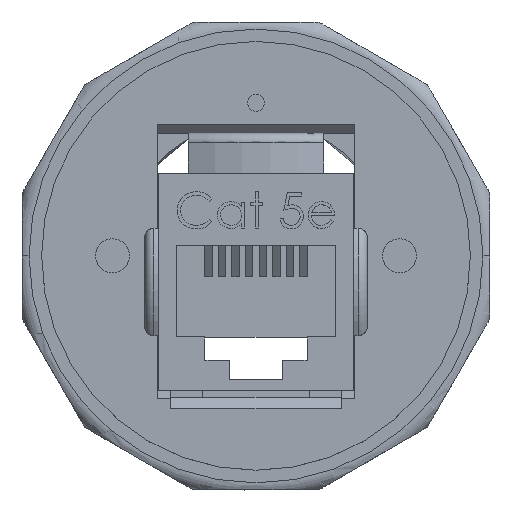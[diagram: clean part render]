
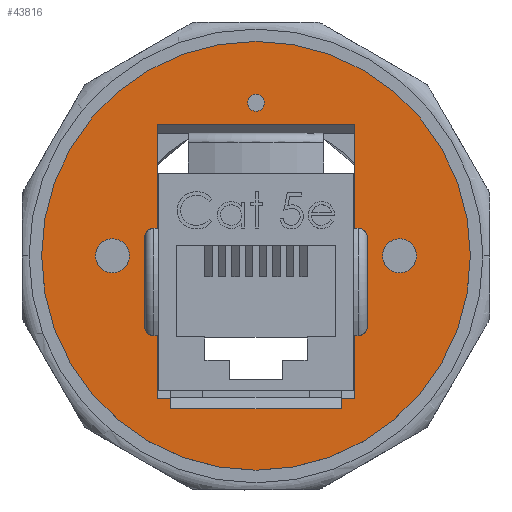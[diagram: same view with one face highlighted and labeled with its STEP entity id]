
A CAD part, top view. The second image highlights one B-rep face of the part: STEP entity #43816.
In plain terms, the highlighted planar face has unit normal (0, 0, 1).
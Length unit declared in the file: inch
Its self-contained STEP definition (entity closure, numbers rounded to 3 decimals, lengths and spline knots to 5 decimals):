
#23 = LINE ( 'NONE', #47532, #25514 ) ;
#631 = ORIENTED_EDGE ( 'NONE', *, *, #22344, .F. ) ;
#1449 = CARTESIAN_POINT ( 'NONE',  ( -0.29, -0.42, 0.735 ) ) ;
#1919 = CARTESIAN_POINT ( 'NONE',  ( 0.025, 0.45, 0.735 ) ) ;
#2305 = CARTESIAN_POINT ( 'NONE',  ( 0.25, -0.42, 0.735 ) ) ;
#2713 = VERTEX_POINT ( 'NONE', #40986 ) ;
#2881 = DIRECTION ( 'NONE',  ( -1., 0., 0. ) ) ;
#3076 = EDGE_CURVE ( 'NONE', #46705, #2713, #24086, .T. ) ;
#3892 = EDGE_LOOP ( 'NONE', ( #631, #6142 ) ) ;
#4074 = CARTESIAN_POINT ( 'NONE',  ( -0.25, -0.42, 0.735 ) ) ;
#4710 = DIRECTION ( 'NONE',  ( 0., 0., 1. ) ) ;
#5971 = DIRECTION ( 'NONE',  ( 0., 0., -1. ) ) ;
#6114 = VECTOR ( 'NONE', #34765, 39.37008 ) ;
#6142 = ORIENTED_EDGE ( 'NONE', *, *, #33874, .F. ) ;
#6374 = DIRECTION ( 'NONE',  ( 1., 0., 0. ) ) ;
#6387 = EDGE_CURVE ( 'NONE', #43604, #33590, #16538, .T. ) ;
#6432 = CARTESIAN_POINT ( 'NONE',  ( 0., 0.45, 0.735 ) ) ;
#8251 = CARTESIAN_POINT ( 'NONE',  ( -0.422, 0., 0.735 ) ) ;
#8690 = DIRECTION ( 'NONE',  ( 0., -1., 0. ) ) ;
#8991 = LINE ( 'NONE', #45734, #17636 ) ;
#9916 = VECTOR ( 'NONE', #10398, 39.37008 ) ;
#10398 = DIRECTION ( 'NONE',  ( 0., 1., 0. ) ) ;
#11633 = EDGE_LOOP ( 'NONE', ( #33619, #36444 ) ) ;
#12442 = EDGE_CURVE ( 'NONE', #43604, #2713, #39434, .T. ) ;
#12784 = VERTEX_POINT ( 'NONE', #33942 ) ;
#12896 = CIRCLE ( 'NONE', #30186, 0.05 ) ;
#13200 = ORIENTED_EDGE ( 'NONE', *, *, #43307, .T. ) ;
#13660 = DIRECTION ( 'NONE',  ( 0., 0., 1. ) ) ;
#13718 = EDGE_LOOP ( 'NONE', ( #15872, #46987 ) ) ;
#14108 = CARTESIAN_POINT ( 'NONE',  ( 0.25, -0.42, 0.735 ) ) ;
#14531 = AXIS2_PLACEMENT_3D ( 'NONE', #20624, #13660, #6374 ) ;
#15108 = VERTEX_POINT ( 'NONE', #19248 ) ;
#15193 = CARTESIAN_POINT ( 'NONE',  ( 0.422, 0., 0.735 ) ) ;
#15611 = CARTESIAN_POINT ( 'NONE',  ( -0.63, 0., 0.735 ) ) ;
#15871 = CARTESIAN_POINT ( 'NONE',  ( -0.372, 0., 0.735 ) ) ;
#15872 = ORIENTED_EDGE ( 'NONE', *, *, #39074, .F. ) ;
#15930 = FACE_BOUND ( 'NONE', #3892, .T. ) ;
#15977 = LINE ( 'NONE', #1449, #6114 ) ;
#16129 = EDGE_CURVE ( 'NONE', #33590, #12784, #21855, .T. ) ;
#16525 = CIRCLE ( 'NONE', #41854, 0.63 ) ;
#16538 = LINE ( 'NONE', #2305, #38509 ) ;
#16558 = VERTEX_POINT ( 'NONE', #36338 ) ;
#16625 = ORIENTED_EDGE ( 'NONE', *, *, #16129, .T. ) ;
#16706 = DIRECTION ( 'NONE',  ( 1., 0., 0. ) ) ;
#16812 = DIRECTION ( 'NONE',  ( 0., 0., 1. ) ) ;
#16968 = ORIENTED_EDGE ( 'NONE', *, *, #19795, .F. ) ;
#17115 = CARTESIAN_POINT ( 'NONE',  ( 0.29, -0.42, 0.735 ) ) ;
#17253 = DIRECTION ( 'NONE',  ( -1., 0., 0. ) ) ;
#17579 = EDGE_CURVE ( 'NONE', #41701, #16558, #28805, .T. ) ;
#17636 = VECTOR ( 'NONE', #8690, 39.37008 ) ;
#17688 = ORIENTED_EDGE ( 'NONE', *, *, #36885, .F. ) ;
#17721 = VECTOR ( 'NONE', #29567, 39.37008 ) ;
#17881 = CARTESIAN_POINT ( 'NONE',  ( 0., 0., 0.735 ) ) ;
#18061 = DIRECTION ( 'NONE',  ( 1., 0., 0. ) ) ;
#18283 = LINE ( 'NONE', #36675, #17721 ) ;
#18656 = DIRECTION ( 'NONE',  ( 0., 0., 1. ) ) ;
#19225 = CIRCLE ( 'NONE', #26374, 0.025 ) ;
#19248 = CARTESIAN_POINT ( 'NONE',  ( 0.372, 0., 0.735 ) ) ;
#19314 = EDGE_CURVE ( 'NONE', #12784, #37619, #18283, .T. ) ;
#19795 = EDGE_CURVE ( 'NONE', #25688, #37619, #8991, .T. ) ;
#20245 = ORIENTED_EDGE ( 'NONE', *, *, #12442, .F. ) ;
#20624 = CARTESIAN_POINT ( 'NONE',  ( 0.422, 0., 0.735 ) ) ;
#20671 = CARTESIAN_POINT ( 'NONE',  ( 0.25, -0.415, 0.735 ) ) ;
#21738 = ORIENTED_EDGE ( 'NONE', *, *, #6387, .T. ) ;
#21855 = LINE ( 'NONE', #20671, #24160 ) ;
#21923 = DIRECTION ( 'NONE',  ( 1., 0., 0. ) ) ;
#22344 = EDGE_CURVE ( 'NONE', #43164, #25073, #40668, .T. ) ;
#22961 = DIRECTION ( 'NONE',  ( 0., 0., 1. ) ) ;
#24026 = FACE_BOUND ( 'NONE', #13718, .T. ) ;
#24086 = LINE ( 'NONE', #27712, #35629 ) ;
#24160 = VECTOR ( 'NONE', #46594, 39.37008 ) ;
#24873 = CARTESIAN_POINT ( 'NONE',  ( 0., 0., 0.735 ) ) ;
#25073 = VERTEX_POINT ( 'NONE', #34386 ) ;
#25104 = CARTESIAN_POINT ( 'NONE',  ( 0.29, -0.375, 0.735 ) ) ;
#25514 = VECTOR ( 'NONE', #33052, 39.37008 ) ;
#25688 = VERTEX_POINT ( 'NONE', #4074 ) ;
#26337 = ORIENTED_EDGE ( 'NONE', *, *, #26761, .F. ) ;
#26374 = AXIS2_PLACEMENT_3D ( 'NONE', #6432, #16812, #42692 ) ;
#26761 = EDGE_CURVE ( 'NONE', #37894, #15108, #38858, .T. ) ;
#27712 = CARTESIAN_POINT ( 'NONE',  ( 0.29, 0.385, 0.735 ) ) ;
#28805 = CIRCLE ( 'NONE', #41690, 0.63 ) ;
#29016 = CARTESIAN_POINT ( 'NONE',  ( 0., 0.45, 0.735 ) ) ;
#29216 = FACE_BOUND ( 'NONE', #46360, .T. ) ;
#29380 = CARTESIAN_POINT ( 'NONE',  ( 0., 0.5575, 0.735 ) ) ;
#29567 = DIRECTION ( 'NONE',  ( -1., 0., 0. ) ) ;
#30186 = AXIS2_PLACEMENT_3D ( 'NONE', #37096, #18656, #45046 ) ;
#31121 = CIRCLE ( 'NONE', #34572, 0.025 ) ;
#31203 = CARTESIAN_POINT ( 'NONE',  ( -0.29, -0.42, 0.735 ) ) ;
#32057 = FACE_BOUND ( 'NONE', #33953, .T. ) ;
#32281 = EDGE_CURVE ( 'NONE', #15108, #37894, #44799, .T. ) ;
#32625 = CARTESIAN_POINT ( 'NONE',  ( -0.025, 0.45, 0.735 ) ) ;
#33052 = DIRECTION ( 'NONE',  ( 0., -1., 0. ) ) ;
#33334 = CARTESIAN_POINT ( 'NONE',  ( -0.29, 0.385, 0.735 ) ) ;
#33414 = AXIS2_PLACEMENT_3D ( 'NONE', #8251, #22961, #41387 ) ;
#33590 = VERTEX_POINT ( 'NONE', #14108 ) ;
#33619 = ORIENTED_EDGE ( 'NONE', *, *, #17579, .F. ) ;
#33874 = EDGE_CURVE ( 'NONE', #25073, #43164, #12896, .T. ) ;
#33880 = CARTESIAN_POINT ( 'NONE',  ( -0.25, -0.45, 0.735 ) ) ;
#33942 = CARTESIAN_POINT ( 'NONE',  ( 0.25, -0.45, 0.735 ) ) ;
#33948 = DIRECTION ( 'NONE',  ( 1., 0., 0. ) ) ;
#33953 = EDGE_LOOP ( 'NONE', ( #16968, #13200, #17688, #42594, #20245, #21738, #16625, #46102 ) ) ;
#34386 = CARTESIAN_POINT ( 'NONE',  ( -0.472, 0., 0.735 ) ) ;
#34565 = VERTEX_POINT ( 'NONE', #1919 ) ;
#34572 = AXIS2_PLACEMENT_3D ( 'NONE', #29016, #39876, #21923 ) ;
#34765 = DIRECTION ( 'NONE',  ( -1., 0., 0. ) ) ;
#35629 = VECTOR ( 'NONE', #16706, 39.37008 ) ;
#35855 = EDGE_CURVE ( 'NONE', #34565, #38091, #19225, .T. ) ;
#36338 = CARTESIAN_POINT ( 'NONE',  ( 0.63, 0., 0.735 ) ) ;
#36444 = ORIENTED_EDGE ( 'NONE', *, *, #43528, .F. ) ;
#36675 = CARTESIAN_POINT ( 'NONE',  ( -0.25, -0.45, 0.735 ) ) ;
#36885 = EDGE_CURVE ( 'NONE', #46705, #39877, #23, .T. ) ;
#37096 = CARTESIAN_POINT ( 'NONE',  ( -0.422, 0., 0.735 ) ) ;
#37619 = VERTEX_POINT ( 'NONE', #33880 ) ;
#37894 = VERTEX_POINT ( 'NONE', #39320 ) ;
#38048 = ORIENTED_EDGE ( 'NONE', *, *, #32281, .F. ) ;
#38091 = VERTEX_POINT ( 'NONE', #32625 ) ;
#38509 = VECTOR ( 'NONE', #46812, 39.37008 ) ;
#38858 = CIRCLE ( 'NONE', #14531, 0.05 ) ;
#39074 = EDGE_CURVE ( 'NONE', #38091, #34565, #31121, .T. ) ;
#39320 = CARTESIAN_POINT ( 'NONE',  ( 0.472, 0., 0.735 ) ) ;
#39425 = DIRECTION ( 'NONE',  ( 0., 0., -1. ) ) ;
#39434 = LINE ( 'NONE', #25104, #9916 ) ;
#39876 = DIRECTION ( 'NONE',  ( 0., 0., 1. ) ) ;
#39877 = VERTEX_POINT ( 'NONE', #31203 ) ;
#39918 = DIRECTION ( 'NONE',  ( 0., 0., 1. ) ) ;
#40668 = CIRCLE ( 'NONE', #33414, 0.05 ) ;
#40986 = CARTESIAN_POINT ( 'NONE',  ( 0.29, 0.385, 0.735 ) ) ;
#41387 = DIRECTION ( 'NONE',  ( -1., 0., 0. ) ) ;
#41690 = AXIS2_PLACEMENT_3D ( 'NONE', #17881, #39425, #17253 ) ;
#41701 = VERTEX_POINT ( 'NONE', #15611 ) ;
#41854 = AXIS2_PLACEMENT_3D ( 'NONE', #24873, #5971, #2881 ) ;
#42594 = ORIENTED_EDGE ( 'NONE', *, *, #3076, .T. ) ;
#42692 = DIRECTION ( 'NONE',  ( 1., 0., 0. ) ) ;
#43098 = FACE_OUTER_BOUND ( 'NONE', #11633, .T. ) ;
#43164 = VERTEX_POINT ( 'NONE', #15871 ) ;
#43307 = EDGE_CURVE ( 'NONE', #25688, #39877, #15977, .T. ) ;
#43420 = AXIS2_PLACEMENT_3D ( 'NONE', #15193, #4710, #33948 ) ;
#43528 = EDGE_CURVE ( 'NONE', #16558, #41701, #16525, .T. ) ;
#43604 = VERTEX_POINT ( 'NONE', #17115 ) ;
#43816 = ADVANCED_FACE ( 'NONE', ( #15930, #29216, #32057, #43098, #24026 ), #46920, .T. ) ;
#44799 = CIRCLE ( 'NONE', #43420, 0.05 ) ;
#45046 = DIRECTION ( 'NONE',  ( -1., 0., 0. ) ) ;
#45734 = CARTESIAN_POINT ( 'NONE',  ( -0.25, -0.415, 0.735 ) ) ;
#46102 = ORIENTED_EDGE ( 'NONE', *, *, #19314, .T. ) ;
#46360 = EDGE_LOOP ( 'NONE', ( #26337, #38048 ) ) ;
#46594 = DIRECTION ( 'NONE',  ( 0., -1., 0. ) ) ;
#46705 = VERTEX_POINT ( 'NONE', #33334 ) ;
#46812 = DIRECTION ( 'NONE',  ( -1., 0., 0. ) ) ;
#46920 = PLANE ( 'NONE',  #47624 ) ;
#46987 = ORIENTED_EDGE ( 'NONE', *, *, #35855, .F. ) ;
#47532 = CARTESIAN_POINT ( 'NONE',  ( -0.29, -0.375, 0.735 ) ) ;
#47624 = AXIS2_PLACEMENT_3D ( 'NONE', #29380, #39918, #18061 ) ;
